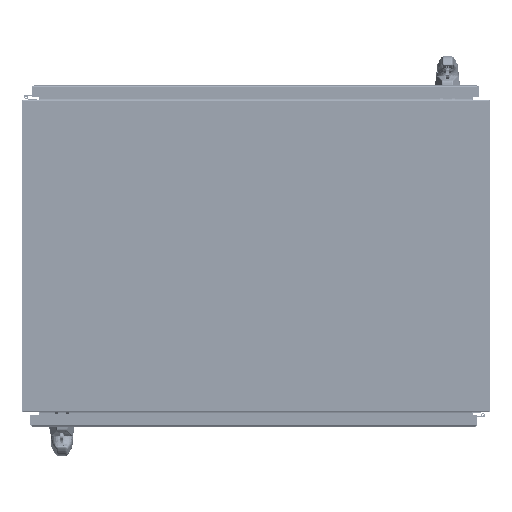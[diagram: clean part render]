
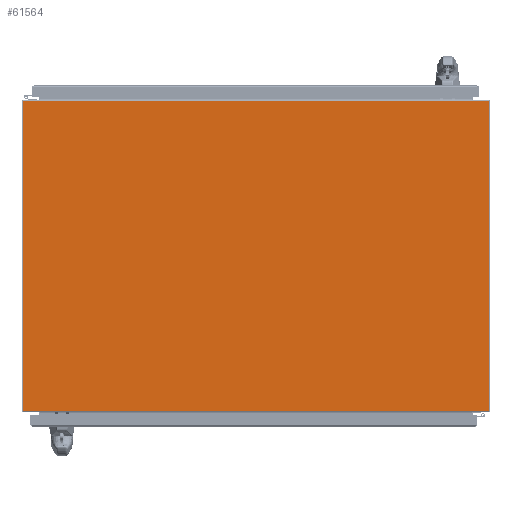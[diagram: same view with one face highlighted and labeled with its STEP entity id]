
A CAD part, front view. The second image highlights one B-rep face of the part: STEP entity #61564.
In plain terms, the highlighted face is planar.
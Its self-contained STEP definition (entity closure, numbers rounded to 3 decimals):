
#8820=PLANE($,#64286);
#9946=FACE_OUTER_BOUND($,#12547,.T.);
#12547=EDGE_LOOP($,(#46771,#46772,#46773,#46774));
#18748=LINE($,#86787,#23557);
#18754=LINE($,#86807,#23563);
#18760=LINE($,#86824,#23569);
#18762=LINE($,#86827,#23571);
#23557=VECTOR($,#70378,35.938);
#23563=VECTOR($,#70404,35.938);
#23569=VECTOR($,#70428,23.875);
#23571=VECTOR($,#70432,23.875);
#28302=VERTEX_POINT($,#86784);
#28303=VERTEX_POINT($,#86786);
#28306=VERTEX_POINT($,#86804);
#28307=VERTEX_POINT($,#86806);
#36958=EDGE_CURVE($,#28303,#28302,#18748,.T.);
#36968=EDGE_CURVE($,#28307,#28306,#18754,.T.);
#36977=EDGE_CURVE($,#28303,#28306,#18760,.T.);
#36979=EDGE_CURVE($,#28307,#28302,#18762,.T.);
#46771=ORIENTED_EDGE($,*,*,#36958,.T.);
#46772=ORIENTED_EDGE($,*,*,#36979,.F.);
#46773=ORIENTED_EDGE($,*,*,#36968,.T.);
#46774=ORIENTED_EDGE($,*,*,#36977,.F.);
#61564=ADVANCED_FACE($,(#9946),#8820,.T.);
#64286=AXIS2_PLACEMENT_3D($,#86826,#70430,#70431);
#70378=DIRECTION($,(-1.,0.,0.));
#70404=DIRECTION($,(1.,0.,0.));
#70428=DIRECTION($,(0.,-1.,0.));
#70430=DIRECTION('center_axis',(0.,0.,1.));
#70431=DIRECTION('ref_axis',(1.,0.,0.));
#70432=DIRECTION($,(0.,1.,0.));
#86784=CARTESIAN_POINT('',(-17.969,11.938,0.094));
#86786=CARTESIAN_POINT('',(17.969,11.938,0.094));
#86787=CARTESIAN_POINT($,(8.984,11.938,0.094));
#86804=CARTESIAN_POINT('',(17.969,-11.938,0.094));
#86806=CARTESIAN_POINT('',(-17.969,-11.938,0.094));
#86807=CARTESIAN_POINT($,(-8.984,-11.938,0.094));
#86824=CARTESIAN_POINT($,(17.969,12.063,0.094));
#86826=CARTESIAN_POINT('Origin',(0.,0.,
0.094));
#86827=CARTESIAN_POINT($,(-17.969,-12.063,0.094));
